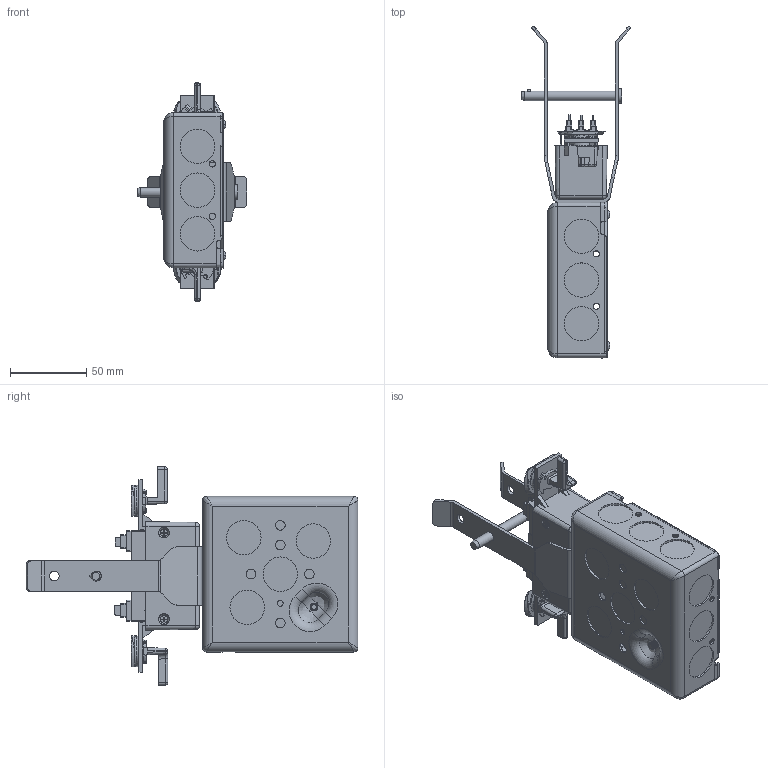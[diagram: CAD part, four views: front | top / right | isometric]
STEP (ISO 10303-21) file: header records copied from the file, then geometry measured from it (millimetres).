
FILE_DESCRIPTION(/* description */ (''),/* implementation_level */ '2;1');
FILE_NAME(/* name */ 'P20-3-40-UNIV-JK-NB-(C) 1-1 junction box.stp',/* time_stamp */ '2024-02-06T12:22:14-05:00',/* author */ ('DanielTentori'),/* organization */ (''),/* preprocessor_version */ 'ST-DEVELOPER v20',/* originating_system */ 'Autodesk Inventor 2024',/* authorisation */ '');
FILE_SCHEMA (('AUTOMOTIVE_DESIGN { 1 0 10303 214 3 1 1 }'));
Products named in the file (22): P20-3-40-UNIV-JK-NB-(C) 1-1; MB-TK-MK 8-2; MB-TK-MK 8-2_1; QUICK PIN .25IN X 2.25IN USABLE 90156A271_QUICK-RELEASE CLEVIS PIN WI
TH HEAD (2); MB-TK50-20-3-12-(C)-(V) NEW KNOB; MB-TK-CT; MB-TK-CB; MB-TK-FC(R); MB-SP ( .023 THICK  .16 OD  .18 TALL); MB-TK50-JB-(C); MB-TK-FG; ANSI B18.6.3 - 4-40 UNC x 0.3125; MB-TK50-CN; MB-TK-FC(L); ANSI B18.6.3 - 4-40 UNC x 0.375; MB-LR (0.5IN LOCK RING); MB-KT-NC 3-1 (R); MB-KT-NC 3-1 (L); MB-KB-NC 1-3; 4X4X1.5IN TAP BOX 71695K12_Steel Outlet Box; MB-BCP-(W) 71695K430_STEEL OUTLET BOX; 10-32 GREEN GROUND SCREW 92597A120_Electrical Grounding Screws
Assembly tree (33 placements, depth 3):
  P20-3-40-UNIV-JK-NB-(C) 1-1
    MB-TK-MK 8-2
      MB-TK-MK 8-2_1
      QUICK PIN .25IN X 2.25IN USABLE 90156A271_QUICK-RELEASE CLEVIS PIN WI
TH HEAD (2)
    MB-TK50-20-3-12-(C)-(V) NEW KNOB
      MB-TK-CT
      MB-TK-CB
      MB-TK-FC(R)  x2
      MB-SP ( .023 THICK  .16 OD  .18 TALL)  x3
      MB-TK50-JB-(C)
      MB-TK-FG
      ANSI B18.6.3 - 4-40 UNC x 0.3125  x2
      ANSI B18.6.3 - 4-40 UNC x 0.375  x8
      MB-TK50-CN
      MB-TK-FC(L)
      MB-LR (0.5IN LOCK RING)
      MB-KT-NC 3-1 (R)
      MB-KT-NC 3-1 (L)
      MB-KB-NC 1-3  x2
    4X4X1.5IN TAP BOX 71695K12_Steel Outlet Box
    MB-BCP-(W) 71695K430_STEEL OUTLET BOX
    10-32 GREEN GROUND SCREW 92597A120_Electrical Grounding Screws
Bounding box: 71.75 x 217.02 x 142.99 mm (x, y, z)
Volume: 123642.9 mm3; surface area: 149748.7 mm2
Topology: 46 solids, 46 shells, 2125 faces, 5612 edges, 3618 vertices
Faces by surface type: plane 1017, cylinder 625, cone 212, bspline 173, torus 62, sphere 36
Full cylindrical faces by diameter (mm): 2.527 x2, 2.845 x10, 3.048 x4, 3.795 x5, 3.81 x2, 4.064 x8, 4.166 x4, 4.826 x5, 4.851 x10, 6.299 x1, 6.35 x9, 9.525 x1, 10.516 x1, 18.979 x6, 20.32 x2, 20.828 x1, 21.336 x5, 22.225 x1, 22.479 x16, 22.53 x12, 22.987 x4
Entity records: 74482 total; most frequent: CARTESIAN_POINT 28548, ORIENTED_EDGE 9418, DIRECTION 8728, EDGE_CURVE 4709, VERTEX_POINT 3064, AXIS2_PLACEMENT_3D 3060, LINE 2608, VECTOR 2608
